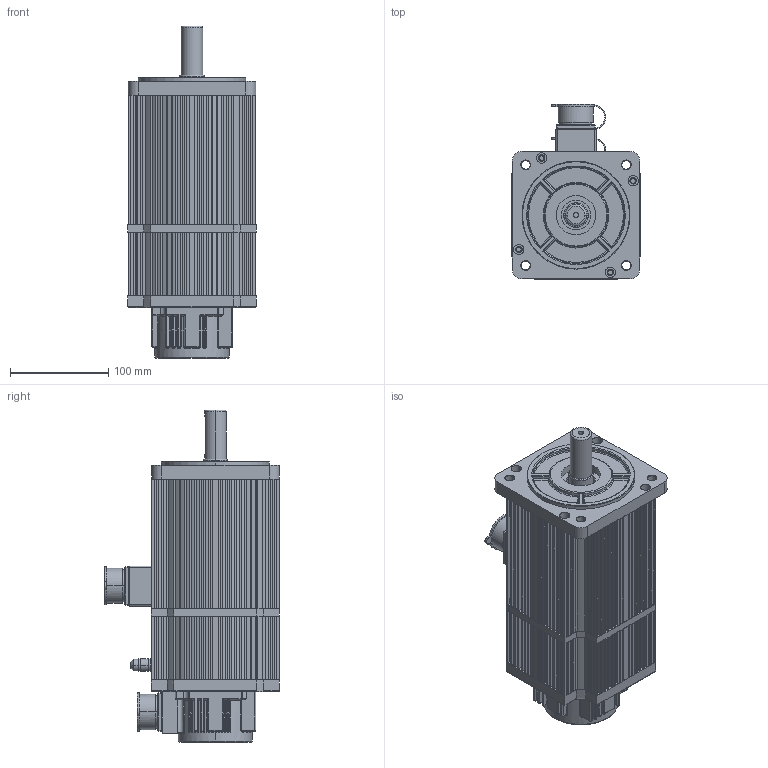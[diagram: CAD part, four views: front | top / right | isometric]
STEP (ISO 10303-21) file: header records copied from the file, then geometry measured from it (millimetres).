
FILE_DESCRIPTION (( 'STEP AP203' ), '1' );
FILE_NAME ('RSM-M13J15020A-Z.STEP', '2023-07-26T01:54:52', ( '' ), ( '' ), 'SwSTEP 2.0', 'SolidWorks 2020', '' );
FILE_SCHEMA (( 'CONFIG_CONTROL_DESIGN' ));
Length unit declared in the file: millimetre
Products named in the file (14): ______.STEP; ________-1.STEP; 錨璃66; 蚾饜极17^RSM-M13J15020A-Z.STEP; RSM-M13J15020A-Z; ________.STEP; 复件 装配体16^装配体17_RSM-M13J15020A-Z.STEP; 3______.STEP; ______ (2).STEP; ____-0.STEP; ____ (2).STEP; __ - ____.STEP; ____.STEP; __________.STEP
Assembly tree (14 placements, depth 4):
  RSM-M13J15020A-Z
    ______.STEP
    __ - ____.STEP
    ____.STEP
    ____-0.STEP  x2
    ________.STEP
    ________-1.STEP
    ____ (2).STEP
    蚾饜极17^RSM-M13J15020A-Z.STEP
      复件 装配体16^装配体17_RSM-M13J15020A-Z.STEP
        ______ (2).STEP
    3______.STEP
    __________.STEP
    錨璃66
Bounding box: 130.5 x 178.25 x 338.4 mm (x, y, z)
Volume: 1240884.7 mm3; surface area: 585796.9 mm2
Topology: 16 solids, 16 shells, 2160 faces, 5851 edges, 3750 vertices
Faces by surface type: plane 1275, cylinder 644, torus 129, bspline 40, sphere 38, cone 34
Entity records: 78264 total; most frequent: CARTESIAN_POINT 23847, ORIENTED_EDGE 11304, DIRECTION 10703, EDGE_CURVE 5652, LINE 3755, VECTOR 3755, VERTEX_POINT 3656, AXIS2_PLACEMENT_3D 3474
